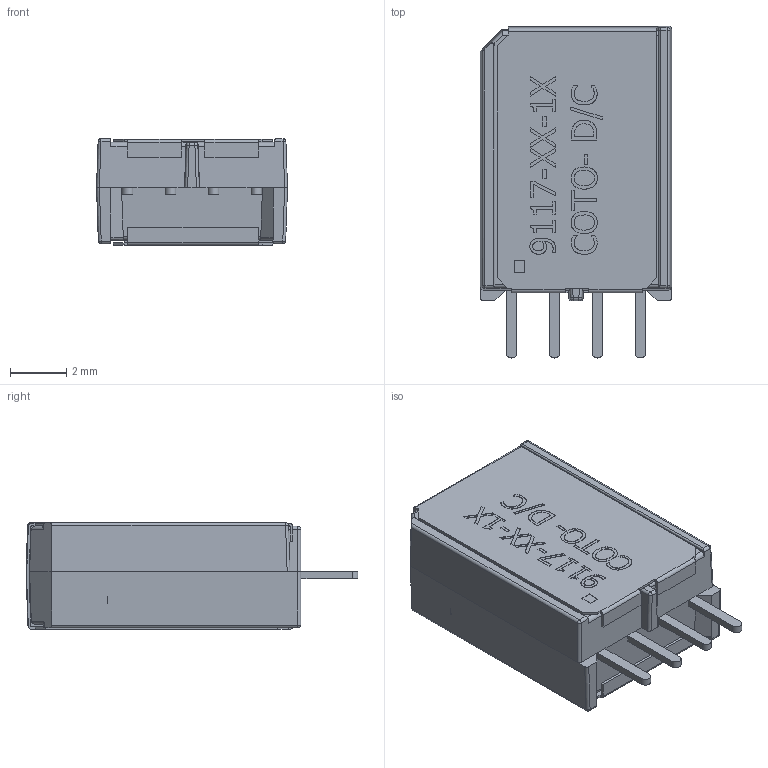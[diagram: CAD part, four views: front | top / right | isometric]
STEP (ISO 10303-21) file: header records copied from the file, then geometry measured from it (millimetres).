
FILE_DESCRIPTION((''),'2;1');
FILE_NAME('9117 (A).stp','2012-09-17T17:09:32',('odafonseca'),(''),'Autodesk Inventor 2011','Autodesk Inventor 2011','');
FILE_SCHEMA(('AUTOMOTIVE_DESIGN { 1 0 10303 214 1 1 1 1 }'));
Length unit declared in the file: inch
Products named in the file (1): 9117 (A)
Bounding box: 6.78 x 11.79 x 3.78 mm (x, y, z)
Volume: 141.9 mm3; surface area: 665.1 mm2
Topology: 2 solids, 3 shells, 396 faces, 1058 edges, 684 vertices
Faces by surface type: plane 242, bspline 91, cylinder 54, sphere 8, torus 1
Entity records: 13156 total; most frequent: CARTESIAN_POINT 3468, ORIENTED_EDGE 2100, DIRECTION 1564, EDGE_CURVE 1050, VECTOR 762, LINE 762, VERTEX_POINT 684, EDGE_LOOP 420
